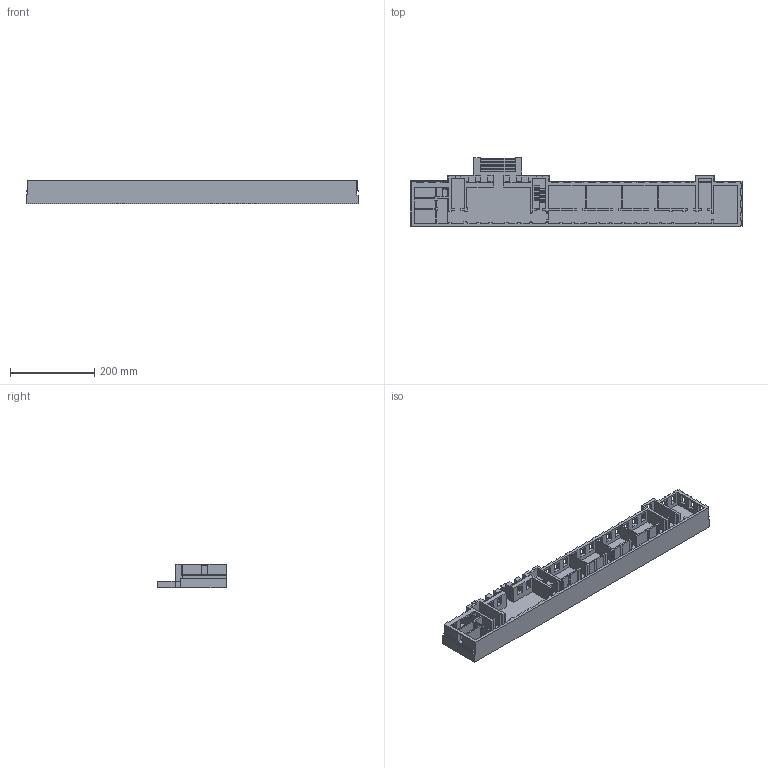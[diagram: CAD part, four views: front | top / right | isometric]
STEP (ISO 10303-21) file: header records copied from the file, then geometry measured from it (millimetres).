
FILE_DESCRIPTION(('STEP AP203'), '1');
FILE_NAME('Êîëëåäæ 2 ðàçðåçàííûé', '2025-12-01T14:39:45', ('Polina'), (''), 'C3D Converter', 'C3D Toolkit', '');
FILE_SCHEMA(('CONFIG_CONTROL_DESIGN'));
Length unit declared in the file: millimetre
Bounding box: 787.48 x 162.8 x 56.5 mm (x, y, z)
Volume: 2428702.2 mm3; surface area: 466116.1 mm2
Topology: 1 solids, 1 shells, 681 faces, 2073 edges, 1379 vertices
Faces by surface type: plane 679, cylinder 2
Entity records: 22859 total; most frequent: ORIENTED_EDGE 4146, CARTESIAN_POINT 4134, DIRECTION 3441, EDGE_CURVE 2073, LINE 2069, VECTOR 2069, VERTEX_POINT 1379, FACE_BOUND 726
